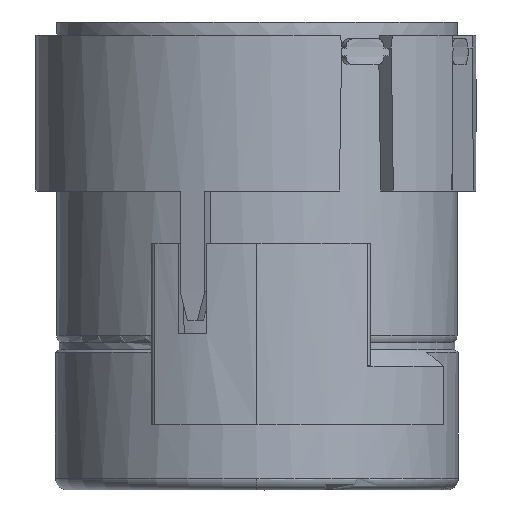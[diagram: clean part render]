
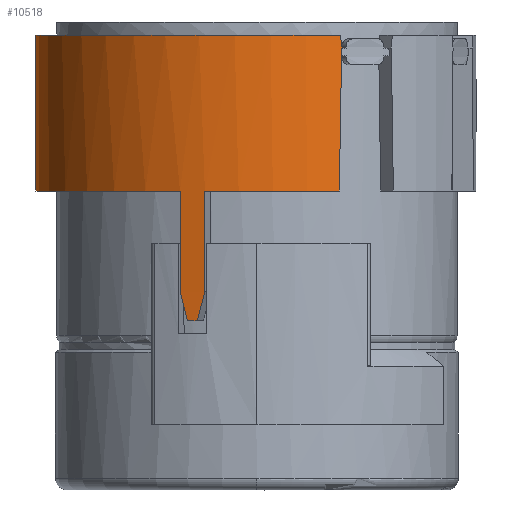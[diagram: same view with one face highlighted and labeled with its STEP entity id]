
A CAD part, left-side view. The second image highlights one B-rep face of the part: STEP entity #10518.
In plain terms, the highlighted cylindrical face has radius 8.5 mm (diameter 17 mm), a partial arc.
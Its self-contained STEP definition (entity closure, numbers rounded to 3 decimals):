
#9501=AXIS2_PLACEMENT_3D('Circle Axis2P3D',#9499,#9500,$) ;
#10338=AXIS2_PLACEMENT_3D('Circle Axis2P3D',#10336,#10337,$) ;
#10416=AXIS2_PLACEMENT_3D('Circle Axis2P3D',#10414,#10415,$) ;
#10483=AXIS2_PLACEMENT_3D('Cylinder Axis2P3D',#10480,#10481,#10482) ;
#10502=AXIS2_PLACEMENT_3D('Circle Axis2P3D',#10500,#10501,$) ;
#9499=CARTESIAN_POINT('Axis2P3D Location',(8.5,8.428,11.5)) ;
#9503=CARTESIAN_POINT('Vertex',(8.5,16.928,11.5)) ;
#9505=CARTESIAN_POINT('Vertex',(0.532,11.387,11.5)) ;
#10295=CARTESIAN_POINT('Line Origine',(0.631,5.215,14.25)) ;
#10299=CARTESIAN_POINT('Vertex',(0.613,5.259,11.5)) ;
#10301=CARTESIAN_POINT('Vertex',(0.65,5.17,17.)) ;
#10336=CARTESIAN_POINT('Axis2P3D Location',(8.5,8.428,11.5)) ;
#10340=CARTESIAN_POINT('Vertex',(0.239,10.431,11.5)) ;
#10361=CARTESIAN_POINT('Line Origine',(0.239,10.431,9.56)) ;
#10365=CARTESIAN_POINT('Vertex',(0.239,10.431,7.62)) ;
#10387=CARTESIAN_POINT('Control Point',(0.315,10.721,6.5)) ;
#10388=CARTESIAN_POINT('Control Point',(0.299,10.663,6.724)) ;
#10389=CARTESIAN_POINT('Control Point',(0.283,10.605,6.948)) ;
#10390=CARTESIAN_POINT('Control Point',(0.268,10.547,7.172)) ;
#10391=CARTESIAN_POINT('Control Point',(0.253,10.489,7.396)) ;
#10392=CARTESIAN_POINT('Control Point',(0.239,10.431,7.62)) ;
#10393=CARTESIAN_POINT('Vertex',(0.315,10.721,6.5)) ;
#10414=CARTESIAN_POINT('Axis2P3D Location',(8.5,8.428,6.5)) ;
#10418=CARTESIAN_POINT('Vertex',(0.432,11.104,6.5)) ;
#10440=CARTESIAN_POINT('Control Point',(0.532,11.387,7.62)) ;
#10441=CARTESIAN_POINT('Control Point',(0.511,11.331,7.396)) ;
#10442=CARTESIAN_POINT('Control Point',(0.49,11.274,7.172)) ;
#10443=CARTESIAN_POINT('Control Point',(0.47,11.218,6.948)) ;
#10444=CARTESIAN_POINT('Control Point',(0.451,11.161,6.724)) ;
#10445=CARTESIAN_POINT('Control Point',(0.432,11.104,6.5)) ;
#10446=CARTESIAN_POINT('Vertex',(0.532,11.387,7.62)) ;
#10467=CARTESIAN_POINT('Line Origine',(0.532,11.387,9.56)) ;
#10480=CARTESIAN_POINT('Axis2P3D Location',(8.5,8.428,18.)) ;
#10485=CARTESIAN_POINT('Line Origine',(8.5,16.928,18.)) ;
#10489=CARTESIAN_POINT('Vertex',(8.5,16.928,17.5)) ;
#10493=CARTESIAN_POINT('Control Point',(0.649,5.17,17.)) ;
#10494=CARTESIAN_POINT('Control Point',(0.644,5.183,17.167)) ;
#10495=CARTESIAN_POINT('Control Point',(0.638,5.197,17.333)) ;
#10496=CARTESIAN_POINT('Control Point',(0.633,5.21,17.5)) ;
#10497=CARTESIAN_POINT('Vertex',(0.632,5.21,17.5)) ;
#10500=CARTESIAN_POINT('Axis2P3D Location',(8.5,8.428,17.5)) ;
#9500=DIRECTION('Axis2P3D Direction',(0.,0.,1.)) ;
#10296=DIRECTION('Vector Direction',(0.007,-0.016,1.)) ;
#10337=DIRECTION('Axis2P3D Direction',(0.,0.,1.)) ;
#10362=DIRECTION('Vector Direction',(0.,0.,1.)) ;
#10415=DIRECTION('Axis2P3D Direction',(0.,0.,-1.)) ;
#10468=DIRECTION('Vector Direction',(0.,0.,1.)) ;
#10481=DIRECTION('Axis2P3D Direction',(0.,0.,1.)) ;
#10482=DIRECTION('Axis2P3D XDirection',(0.,1.,0.)) ;
#10486=DIRECTION('Vector Direction',(0.,0.,1.)) ;
#10501=DIRECTION('Axis2P3D Direction',(0.,0.,1.)) ;
#10297=VECTOR('Line Direction',#10296,1.) ;
#10363=VECTOR('Line Direction',#10362,1.) ;
#10469=VECTOR('Line Direction',#10468,1.) ;
#10487=VECTOR('Line Direction',#10486,1.) ;
#10506=ORIENTED_EDGE('',*,*,#10491,.F.) ;
#10507=ORIENTED_EDGE('',*,*,#9507,.T.) ;
#10508=ORIENTED_EDGE('',*,*,#10471,.F.) ;
#10509=ORIENTED_EDGE('',*,*,#10448,.T.) ;
#10510=ORIENTED_EDGE('',*,*,#10420,.F.) ;
#10511=ORIENTED_EDGE('',*,*,#10395,.T.) ;
#10512=ORIENTED_EDGE('',*,*,#10367,.T.) ;
#10513=ORIENTED_EDGE('',*,*,#10342,.T.) ;
#10514=ORIENTED_EDGE('',*,*,#10303,.T.) ;
#10515=ORIENTED_EDGE('',*,*,#10499,.T.) ;
#10516=ORIENTED_EDGE('',*,*,#10504,.F.) ;
#10518=ADVANCED_FACE('Hauptk\X2\00F6\X0\rper',(#10517),#10484,.T.) ;
#10386=B_SPLINE_CURVE_WITH_KNOTS('',5,(#10387,#10388,#10389,#10390,#10391,#10392),.UNSPECIFIED.,.F.,.U.,(6,6),(0.,1.639),.UNSPECIFIED.) ;
#10439=B_SPLINE_CURVE_WITH_KNOTS('',5,(#10440,#10441,#10442,#10443,#10444,#10445),.UNSPECIFIED.,.F.,.U.,(6,6),(0.,1.639),.UNSPECIFIED.) ;
#10492=B_SPLINE_CURVE_WITH_KNOTS('',3,(#10493,#10494,#10495,#10496),.UNSPECIFIED.,.F.,.U.,(4,4),(-0.251,0.251),.UNSPECIFIED.) ;
#9502=CIRCLE('generated circle',#9501,8.5) ;
#10339=CIRCLE('generated circle',#10338,8.5) ;
#10417=CIRCLE('generated circle',#10416,8.5) ;
#10503=CIRCLE('generated circle',#10502,8.5) ;
#10484=CYLINDRICAL_SURFACE('generated cylinder',#10483,8.5) ;
#9507=EDGE_CURVE('',#9504,#9506,#9502,.T.) ;
#10303=EDGE_CURVE('',#10300,#10302,#10298,.T.) ;
#10342=EDGE_CURVE('',#10341,#10300,#10339,.T.) ;
#10367=EDGE_CURVE('',#10366,#10341,#10364,.T.) ;
#10395=EDGE_CURVE('',#10394,#10366,#10386,.T.) ;
#10420=EDGE_CURVE('',#10394,#10419,#10417,.T.) ;
#10448=EDGE_CURVE('',#10447,#10419,#10439,.T.) ;
#10471=EDGE_CURVE('',#10447,#9506,#10470,.T.) ;
#10491=EDGE_CURVE('',#9504,#10490,#10488,.T.) ;
#10499=EDGE_CURVE('',#10302,#10498,#10492,.T.) ;
#10504=EDGE_CURVE('',#10490,#10498,#10503,.T.) ;
#10505=EDGE_LOOP('',(#10506,#10507,#10508,#10509,#10510,#10511,#10512,#10513,#10514,#10515,#10516)) ;
#10517=FACE_OUTER_BOUND('',#10505,.T.) ;
#10298=LINE('Line',#10295,#10297) ;
#10364=LINE('Line',#10361,#10363) ;
#10470=LINE('Line',#10467,#10469) ;
#10488=LINE('Line',#10485,#10487) ;
#9504=VERTEX_POINT('',#9503) ;
#9506=VERTEX_POINT('',#9505) ;
#10300=VERTEX_POINT('',#10299) ;
#10302=VERTEX_POINT('',#10301) ;
#10341=VERTEX_POINT('',#10340) ;
#10366=VERTEX_POINT('',#10365) ;
#10394=VERTEX_POINT('',#10393) ;
#10419=VERTEX_POINT('',#10418) ;
#10447=VERTEX_POINT('',#10446) ;
#10490=VERTEX_POINT('',#10489) ;
#10498=VERTEX_POINT('',#10497) ;
